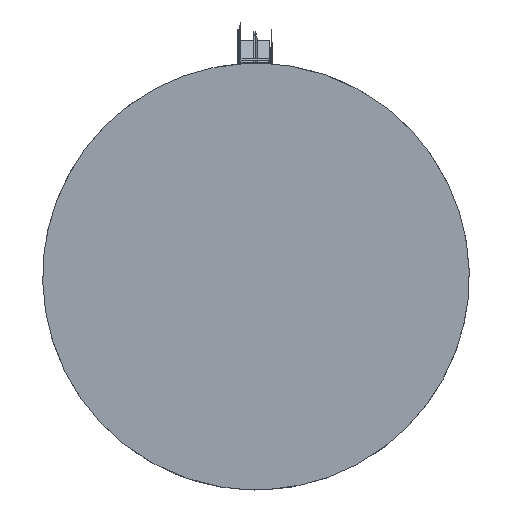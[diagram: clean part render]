
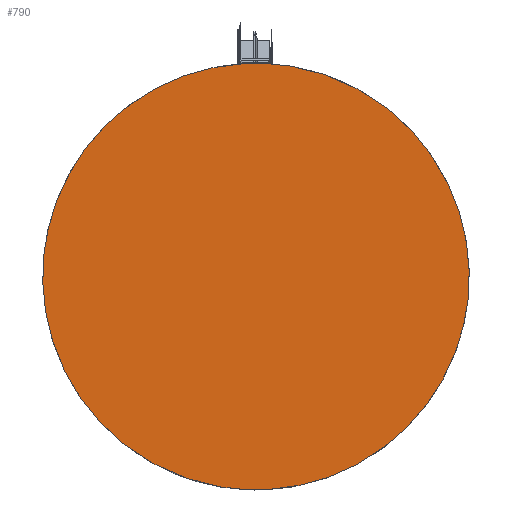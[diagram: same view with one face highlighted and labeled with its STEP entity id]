
A CAD part, top view. The second image highlights one B-rep face of the part: STEP entity #790.
In plain terms, the highlighted planar face has unit normal (0, 0, 1).
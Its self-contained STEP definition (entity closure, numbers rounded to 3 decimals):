
#47=PLANE($,#4704);
#277=(
BOUNDED_CURVE()
B_SPLINE_CURVE(2,(#5482,#5483,#5484,#5485,#5486),.UNSPECIFIED.,.F.,.F.)
B_SPLINE_CURVE_WITH_KNOTS((3,2,3),(0.,118.6,237.201),
.UNSPECIFIED.)
CURVE()
GEOMETRIC_REPRESENTATION_ITEM()
RATIONAL_B_SPLINE_CURVE((1.,0.707,1.,0.707,1.))
REPRESENTATION_ITEM($)
);
#279=(
BOUNDED_CURVE()
B_SPLINE_CURVE(2,(#5496,#5497,#5498,#5499,#5500),.UNSPECIFIED.,.F.,.F.)
B_SPLINE_CURVE_WITH_KNOTS((3,2,3),(237.201,355.801,474.401),
.UNSPECIFIED.)
CURVE()
GEOMETRIC_REPRESENTATION_ITEM()
RATIONAL_B_SPLINE_CURVE((1.,0.707,1.,0.707,1.))
REPRESENTATION_ITEM($)
);
#790=ADVANCED_FACE($,(#1064),#47,.T.);
#1064=FACE_OUTER_BOUND($,#1338,.T.);
#1338=EDGE_LOOP($,(#1642,#1643));
#1642=ORIENTED_EDGE($,*,*,#3100,.F.);
#1643=ORIENTED_EDGE($,*,*,#3096,.F.);
#3096=EDGE_CURVE($,#3827,#3829,#277,.T.);
#3100=EDGE_CURVE($,#3829,#3827,#279,.T.);
#3827=VERTEX_POINT($,#5528);
#3829=VERTEX_POINT($,#5530);
#4704=AXIS2_PLACEMENT_3D($,#5516,#4793,$);
#4793=DIRECTION($,(0.,0.,1.));
#5482=CARTESIAN_POINT($,(-12.467,-74.467,26.198));
#5483=CARTESIAN_POINT($,(-86.934,-62.,26.198));
#5484=CARTESIAN_POINT($,(-74.467,12.467,26.198));
#5485=CARTESIAN_POINT($,(-62.,86.934,26.198));
#5486=CARTESIAN_POINT($,(12.467,74.467,26.198));
#5496=CARTESIAN_POINT($,(12.467,74.467,26.198));
#5497=CARTESIAN_POINT($,(86.934,62.,26.198));
#5498=CARTESIAN_POINT($,(74.467,-12.467,26.198));
#5499=CARTESIAN_POINT($,(62.,-86.934,26.198));
#5500=CARTESIAN_POINT($,(-12.467,-74.467,26.198));
#5516=CARTESIAN_POINT($,(-62.,86.934,26.198));
#5528=CARTESIAN_POINT($,(-12.467,-74.467,26.198));
#5530=CARTESIAN_POINT($,(12.467,74.467,26.198));
